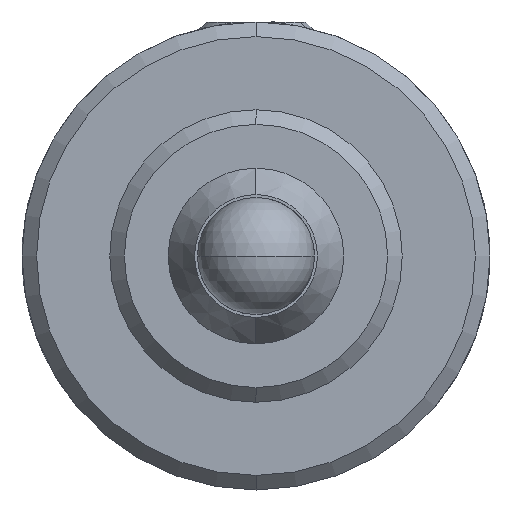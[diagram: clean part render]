
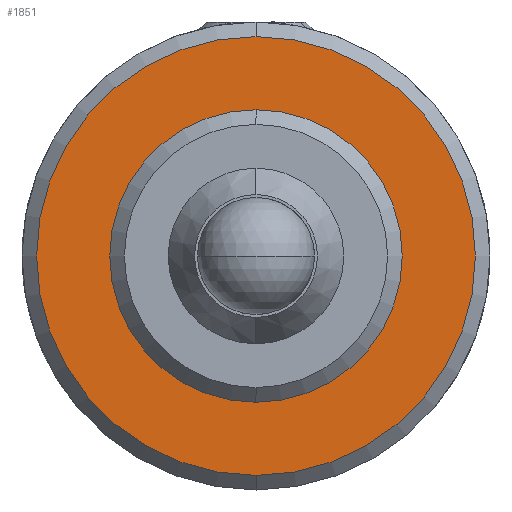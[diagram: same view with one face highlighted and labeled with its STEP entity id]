
A CAD part, left-side view. The second image highlights one B-rep face of the part: STEP entity #1851.
In plain terms, the highlighted planar face has unit normal (-1, 0, 0).
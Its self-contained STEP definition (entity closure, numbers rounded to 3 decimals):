
#21 = VERTEX_POINT ( 'NONE', #365 ) ;
#52 = CARTESIAN_POINT ( 'NONE',  ( 5., 0., 0. ) ) ;
#79 = DIRECTION ( 'NONE',  ( 0., 0., 1. ) ) ;
#91 = CIRCLE ( 'NONE', #648, 5. ) ;
#111 = CARTESIAN_POINT ( 'NONE',  ( 5., 0., -7.5 ) ) ;
#284 = DIRECTION ( 'NONE',  ( -1., 0., 0. ) ) ;
#292 = DIRECTION ( 'NONE',  ( 0., 0., -1. ) ) ;
#300 = VERTEX_POINT ( 'NONE', #1191 ) ;
#365 = CARTESIAN_POINT ( 'NONE',  ( 5., 0., 7.5 ) ) ;
#408 = EDGE_CURVE ( 'NONE', #582, #21, #704, .T. ) ;
#455 = EDGE_LOOP ( 'NONE', ( #728, #1155 ) ) ;
#582 = VERTEX_POINT ( 'NONE', #111 ) ;
#588 = CARTESIAN_POINT ( 'NONE',  ( 5., 0., 0. ) ) ;
#609 = CARTESIAN_POINT ( 'NONE',  ( 5., 0., 0. ) ) ;
#612 = FACE_OUTER_BOUND ( 'NONE', #691, .T. ) ;
#648 = AXIS2_PLACEMENT_3D ( 'NONE', #1186, #1616, #292 ) ;
#691 = EDGE_LOOP ( 'NONE', ( #1770, #1541 ) ) ;
#703 = AXIS2_PLACEMENT_3D ( 'NONE', #588, #1490, #1047 ) ;
#704 = CIRCLE ( 'NONE', #1378, 7.5 ) ;
#728 = ORIENTED_EDGE ( 'NONE', *, *, #1581, .F. ) ;
#800 = AXIS2_PLACEMENT_3D ( 'NONE', #1528, #1408, #958 ) ;
#863 = EDGE_CURVE ( 'NONE', #1634, #300, #1539, .T. ) ;
#908 = PLANE ( 'NONE',  #800 ) ;
#958 = DIRECTION ( 'NONE',  ( 0., 0., 1. ) ) ;
#1047 = DIRECTION ( 'NONE',  ( 0., 0., 1. ) ) ;
#1054 = FACE_BOUND ( 'NONE', #455, .T. ) ;
#1155 = ORIENTED_EDGE ( 'NONE', *, *, #863, .F. ) ;
#1186 = CARTESIAN_POINT ( 'NONE',  ( 5., 0., 0. ) ) ;
#1191 = CARTESIAN_POINT ( 'NONE',  ( 5., 0., -5. ) ) ;
#1288 = DIRECTION ( 'NONE',  ( 0., 0., -1. ) ) ;
#1378 = AXIS2_PLACEMENT_3D ( 'NONE', #52, #1817, #79 ) ;
#1408 = DIRECTION ( 'NONE',  ( 1., 0., 0. ) ) ;
#1438 = EDGE_CURVE ( 'NONE', #21, #582, #1534, .T. ) ;
#1490 = DIRECTION ( 'NONE',  ( -1., 0., 0. ) ) ;
#1528 = CARTESIAN_POINT ( 'NONE',  ( 5., -8., 0. ) ) ;
#1534 = CIRCLE ( 'NONE', #703, 7.5 ) ;
#1539 = CIRCLE ( 'NONE', #1567, 5. ) ;
#1541 = ORIENTED_EDGE ( 'NONE', *, *, #408, .T. ) ;
#1567 = AXIS2_PLACEMENT_3D ( 'NONE', #609, #284, #1288 ) ;
#1581 = EDGE_CURVE ( 'NONE', #300, #1634, #91, .T. ) ;
#1616 = DIRECTION ( 'NONE',  ( -1., 0., 0. ) ) ;
#1634 = VERTEX_POINT ( 'NONE', #1802 ) ;
#1770 = ORIENTED_EDGE ( 'NONE', *, *, #1438, .T. ) ;
#1802 = CARTESIAN_POINT ( 'NONE',  ( 5., 0., 5. ) ) ;
#1817 = DIRECTION ( 'NONE',  ( -1., 0., 0. ) ) ;
#1851 = ADVANCED_FACE ( 'NONE', ( #612, #1054 ), #908, .F. ) ;
